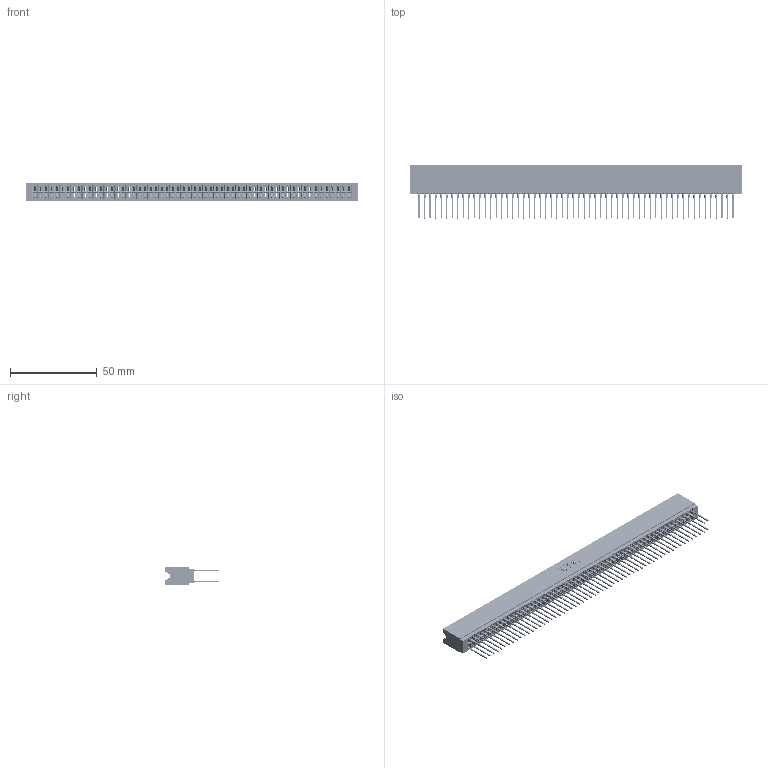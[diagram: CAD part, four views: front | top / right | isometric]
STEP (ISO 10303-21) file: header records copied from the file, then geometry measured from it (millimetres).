
FILE_DESCRIPTION (( 'STEP AP203' ), '1' );
FILE_NAME ('746-116-540-206.STEP', '2026-03-06T16:42:50', ( '' ), ( '' ), 'SwSTEP 2.0', 'SolidWorks 2023', '' );
FILE_SCHEMA (( 'CONFIG_CONTROL_DESIGN' ));
Length unit declared in the file: millimetre
Products named in the file (3): 746-292-001_540; 746 Part_.515 Slot Depth - 06; 746-116-540-206
Assembly tree (117 placements, depth 2):
  746-116-540-206
    746 Part_.515 Slot Depth - 06
    746-292-001_540  x116
Bounding box: 191.39 x 30.59 x 9.91 mm (x, y, z)
Volume: 20746.2 mm3; surface area: 35268.9 mm2
Topology: 117 solids, 117 shells, 10480 faces, 28801 edges, 18329 vertices
Faces by surface type: plane 5392, bspline 2320, cylinder 2072, torus 696
Entity records: 87261 total; most frequent: CARTESIAN_POINT 17208, ORIENTED_EDGE 15052, DIRECTION 12540, EDGE_CURVE 7526, LINE 6762, VECTOR 6762, VERTEX_POINT 4989, AXIS2_PLACEMENT_3D 2889
